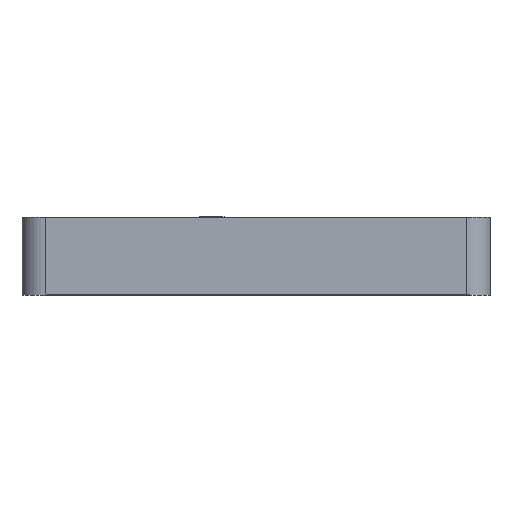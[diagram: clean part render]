
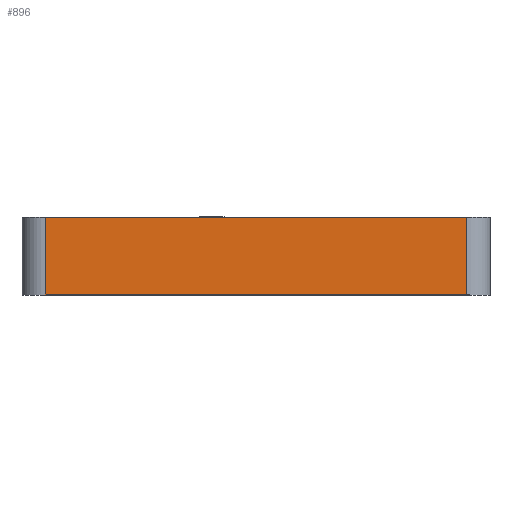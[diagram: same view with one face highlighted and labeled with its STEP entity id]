
A CAD part, left-side view. The second image highlights one B-rep face of the part: STEP entity #896.
In plain terms, the highlighted planar face has unit normal (-1, 0, 0).
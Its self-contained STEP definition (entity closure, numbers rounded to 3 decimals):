
#838 = B_SPLINE_CURVE_WITH_KNOTS ( 'NONE', 1,
 ( #6271, #7627 ),
 .UNSPECIFIED., .F., .F.,
 ( 2, 2 ),
 ( 0., 1. ),
 .UNSPECIFIED. ) ;
#862 = VERTEX_POINT ( 'NONE', #3909 ) ;
#896 = ADVANCED_FACE ( 'NONE', ( #2849 ), #3967, .T. ) ;
#1497 = CARTESIAN_POINT ( 'NONE',  ( -30., -27., 0. ) ) ;
#1653 = EDGE_LOOP ( 'NONE', ( #5454, #5433, #8637, #8640 ) ) ;
#1865 = CARTESIAN_POINT ( 'NONE',  ( -30., 27., 10. ) ) ;
#2161 = CARTESIAN_POINT ( 'NONE',  ( -30., 27., 0. ) ) ;
#2849 = FACE_OUTER_BOUND ( 'NONE', #1653, .T. ) ;
#2905 = AXIS2_PLACEMENT_3D ( 'NONE', #4017, #4039, #4052 ) ;
#3216 = VERTEX_POINT ( 'NONE', #2161 ) ;
#3355 = VERTEX_POINT ( 'NONE', #1865 ) ;
#3363 = VERTEX_POINT ( 'NONE', #8928 ) ;
#3689 = EDGE_CURVE ( 'NONE', #3355, #3216, #8183, .T. ) ;
#3909 = CARTESIAN_POINT ( 'NONE',  ( -30., -27., 0. ) ) ;
#3967 = PLANE ( 'NONE',  #2905 ) ;
#3999 = EDGE_CURVE ( 'NONE', #862, #3363, #4647, .T. ) ;
#4017 = CARTESIAN_POINT ( 'NONE',  ( -30., -27., 0. ) ) ;
#4039 = DIRECTION ( 'NONE',  ( -1., 0., 0. ) ) ;
#4052 = DIRECTION ( 'NONE',  ( 0., 0., 1. ) ) ;
#4603 = EDGE_CURVE ( 'NONE', #3363, #3355, #838, .T. ) ;
#4647 = B_SPLINE_CURVE_WITH_KNOTS ( 'NONE', 1,
 ( #8998, #5149 ),
 .UNSPECIFIED., .F., .F.,
 ( 2, 2 ),
 ( 0., 1. ),
 .UNSPECIFIED. ) ;
#4881 = CARTESIAN_POINT ( 'NONE',  ( -30., 27., 10. ) ) ;
#5025 = B_SPLINE_CURVE_WITH_KNOTS ( 'NONE', 1,
 ( #6143, #1497 ),
 .UNSPECIFIED., .F., .F.,
 ( 2, 2 ),
 ( 0., 1. ),
 .UNSPECIFIED. ) ;
#5149 = CARTESIAN_POINT ( 'NONE',  ( -30., -27., 10. ) ) ;
#5433 = ORIENTED_EDGE ( 'NONE', *, *, #4603, .T. ) ;
#5454 = ORIENTED_EDGE ( 'NONE', *, *, #3999, .T. ) ;
#6143 = CARTESIAN_POINT ( 'NONE',  ( -30., 27., 0. ) ) ;
#6271 = CARTESIAN_POINT ( 'NONE',  ( -30., -27., 10. ) ) ;
#6613 = EDGE_CURVE ( 'NONE', #3216, #862, #5025, .T. ) ;
#7627 = CARTESIAN_POINT ( 'NONE',  ( -30., 27., 10. ) ) ;
#8183 = B_SPLINE_CURVE_WITH_KNOTS ( 'NONE', 1,
 ( #4881, #9345 ),
 .UNSPECIFIED., .F., .F.,
 ( 2, 2 ),
 ( 0., 1. ),
 .UNSPECIFIED. ) ;
#8637 = ORIENTED_EDGE ( 'NONE', *, *, #3689, .T. ) ;
#8640 = ORIENTED_EDGE ( 'NONE', *, *, #6613, .T. ) ;
#8928 = CARTESIAN_POINT ( 'NONE',  ( -30., -27., 10. ) ) ;
#8998 = CARTESIAN_POINT ( 'NONE',  ( -30., -27., 0. ) ) ;
#9345 = CARTESIAN_POINT ( 'NONE',  ( -30., 27., 0. ) ) ;
